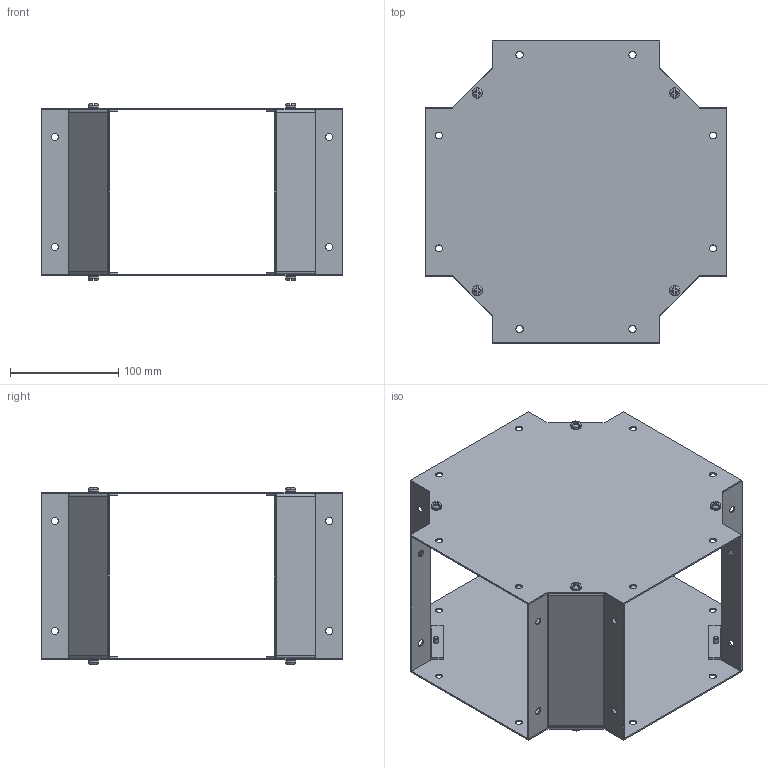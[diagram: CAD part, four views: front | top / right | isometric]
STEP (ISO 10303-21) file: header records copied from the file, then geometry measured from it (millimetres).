
FILE_DESCRIPTION (( 'STEP AP203' ), '1' );
FILE_NAME ('CWCF6.step', '2024-04-25T14:46:14', ( '' ), ( '' ), 'SwSTEP 2.0', 'SolidWorks 2023', '' );
FILE_SCHEMA (( 'CONFIG_CONTROL_DESIGN' ));
Length unit declared in the file: inch
Products named in the file (1): CWCF6
Bounding box: 279.41 x 279.43 x 164.19 mm (x, y, z)
Volume: 288013.5 mm3; surface area: 404386.6 mm2
Topology: 14 solids, 14 shells, 500 faces, 1280 edges, 816 vertices
Faces by surface type: plane 292, cylinder 160, bspline 32, cone 16
Entity records: 16849 total; most frequent: CARTESIAN_POINT 4597, ORIENTED_EDGE 2560, DIRECTION 2458, EDGE_CURVE 1280, AXIS2_PLACEMENT_3D 853, VERTEX_POINT 816, LINE 752, VECTOR 752
